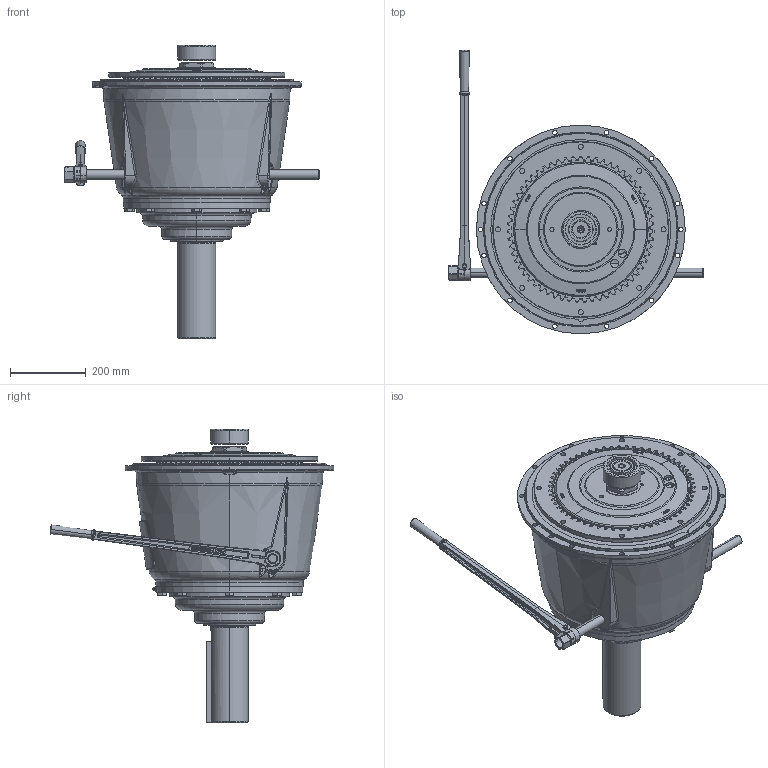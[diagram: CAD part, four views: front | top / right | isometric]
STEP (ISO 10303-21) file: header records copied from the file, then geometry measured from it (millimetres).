
FILE_DESCRIPTION (( 'STEP AP203' ), '1' );
FILE_NAME ('IB314P103.STEP', '2017-06-30T21:32:01', ( '' ), ( '' ), 'SwSTEP 2.0', 'SolidWorks 2015', '' );
FILE_SCHEMA (( 'CONFIG_CONTROL_DESIGN' ));
Length unit declared in the file: inch
Products named in the file (1): IB314P103
Bounding box: 673.05 x 751.02 x 776.97 mm (x, y, z)
Surface area: 1943617.9 mm2 (no closed solid volume)
Topology: 0 solids, 74 shells, 1315 faces, 5555 edges, 4217 vertices
Faces by surface type: cylinder 451, plane 331, cone 214, bspline 204, torus 103, sphere 12
Entity records: 78514 total; most frequent: CARTESIAN_POINT 37291, ORIENTED_EDGE 8286, DIRECTION 7418, EDGE_CURVE 5535, VERTEX_POINT 4211, AXIS2_PLACEMENT_3D 2704, VECTOR 2010, LINE 2010
